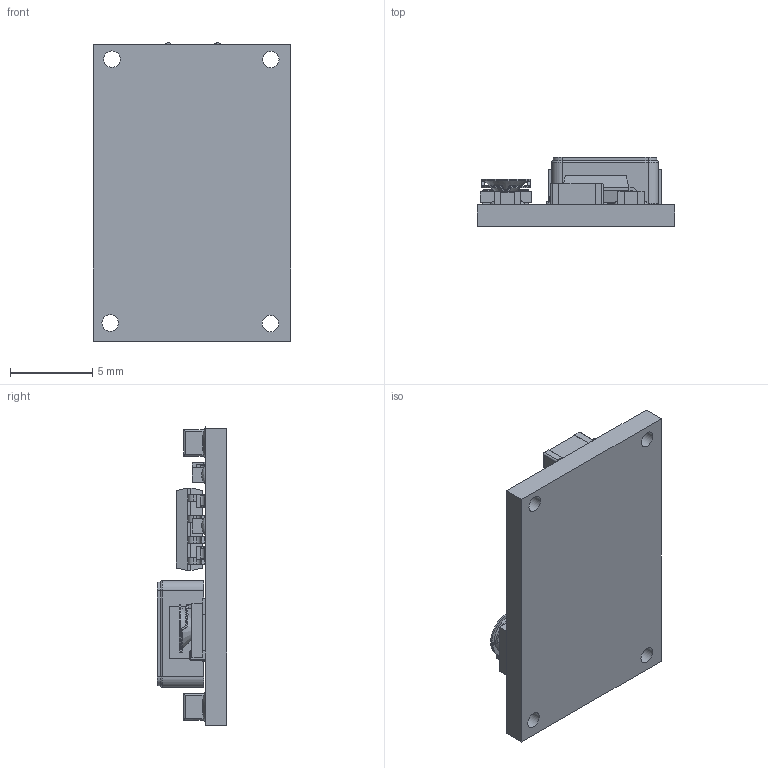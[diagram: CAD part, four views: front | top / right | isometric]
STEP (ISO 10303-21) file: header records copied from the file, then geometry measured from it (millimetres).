
FILE_DESCRIPTION(/* description */ (''),/* implementation_level */ '2;1');
FILE_NAME(/* name */ 'mini360 v2.step',/* time_stamp */ '2022-09-18T22:07:00-03:00',/* author */ (''),/* organization */ (''),/* preprocessor_version */ 'ST-DEVELOPER v19',/* originating_system */ 'Autodesk Translation Framework v11.7.0.108',/* authorisation */ '');
FILE_SCHEMA (('AUTOMOTIVE_DESIGN { 1 0 10303 214 3 1 1 }'));
Length unit declared in the file: millimetre
Products named in the file (10): mini360; User Library-SOIC-8 - TEK; Resistor 0603; CAPC0603; CAPC1206; IHLP2525; Part 1; Part 1 (1); Part 2; EVM-3E
Assembly tree (14 placements, depth 3):
  mini360
    User Library-SOIC-8 - TEK
    Resistor 0603  x3
    CAPC0603  x3
    CAPC1206  x2
    IHLP2525
      Part 1
      Part 1 (1)
      Part 2
    EVM-3E
Bounding box: 12 x 4.2 x 18.09 mm (x, y, z)
Volume: 471.6 mm3; surface area: 977.1 mm2
Topology: 48 solids, 48 shells, 924 faces, 2311 edges, 1491 vertices
Faces by surface type: plane 412, bspline 398, cylinder 103, torus 4, sphere 4, cone 3
Full cylindrical faces by diameter (mm): 0.5 x1, 1 x4
Entity records: 18767 total; most frequent: CARTESIAN_POINT 6293, ORIENTED_EDGE 2682, DIRECTION 2093, EDGE_CURVE 1341, VERTEX_POINT 859, LINE 835, VECTOR 835, AXIS2_PLACEMENT_3D 629
